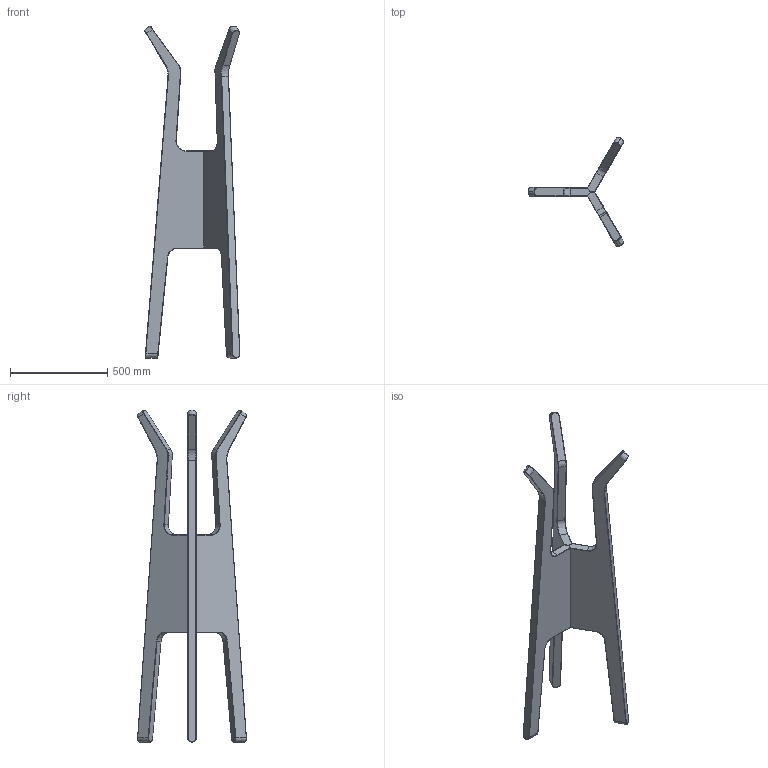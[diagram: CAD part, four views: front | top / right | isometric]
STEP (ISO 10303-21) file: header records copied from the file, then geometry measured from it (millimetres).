
FILE_DESCRIPTION(/* description */ (''),/* implementation_level */ '2;1');
FILE_NAME(/* name */ 'VESIAK 2',/* time_stamp */ '2022-05-04T10:29:35+02:00',/* author */ (''),/* organization */ (''),/* preprocessor_version */ 'ST-DEVELOPER v10',/* originating_system */ '',/* authorisation */ '');
FILE_SCHEMA (('CONFIG_CONTROL_DESIGN'));
Length unit declared in the file: millimetre
Products named in the file (1): 1
Bounding box: 490.94 x 559.51 x 1704.83 mm (x, y, z)
Volume: 26579715.9 mm3; surface area: 1689054.4 mm2
Topology: 3 solids, 3 shells, 195 faces, 441 edges, 252 vertices
Faces by surface type: bspline 195
Entity records: 7270 total; most frequent: CARTESIAN_POINT 4969, ORIENTED_EDGE 882, EDGE_CURVE 441, VERTEX_POINT 252, ADVANCED_FACE 195, FACE_OUTER_BOUND 195, EDGE_LOOP 195, B_SPLINE_SURFACE_WITH_KNOTS 39
